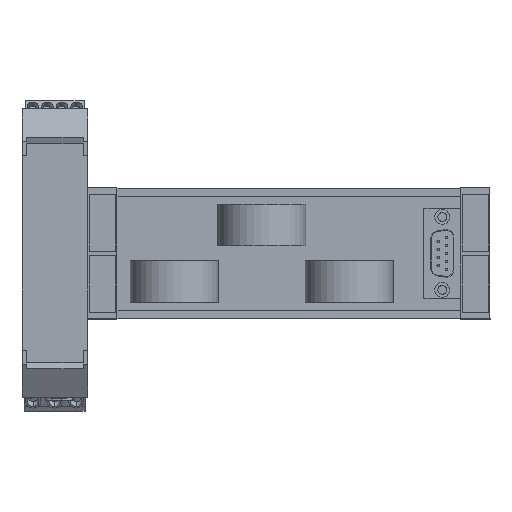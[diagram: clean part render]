
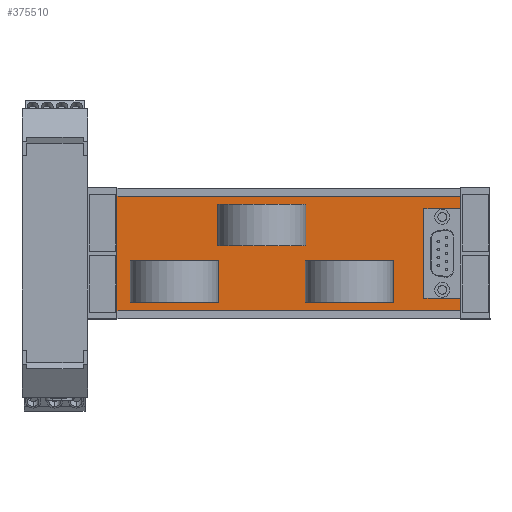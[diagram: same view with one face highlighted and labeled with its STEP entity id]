
A CAD part, top view. The second image highlights one B-rep face of the part: STEP entity #375510.
In plain terms, the highlighted planar face has unit normal (0, 0, 1).
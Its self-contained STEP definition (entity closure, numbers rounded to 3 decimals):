
#285320=CARTESIAN_POINT('',(42.175,128.,23.75));
#285330=VERTEX_POINT('',#285320);
#285360=CARTESIAN_POINT('',(76.168,128.,23.75));
#285370=DIRECTION('',(1.,0.,0.));
#285380=VECTOR('',#285370,1.);
#285390=LINE('',#285360,#285380);
#285400=CARTESIAN_POINT('',(2.825,128.,23.75));
#285410=VERTEX_POINT('',#285400);
#285420=EDGE_CURVE('',#285410,#285330,#285390,.T.);
#329970=CARTESIAN_POINT('',(2.825,10.,
23.75));
#329980=VERTEX_POINT('',#329970);
#330010=CARTESIAN_POINT('',(76.168,10.,
23.75));
#330020=DIRECTION('',(-1.,0.,0.));
#330030=VECTOR('',#330020,1.);
#330040=LINE('',#330010,#330030);
#330050=CARTESIAN_POINT('',(42.175,10.,
23.75));
#330060=VERTEX_POINT('',#330050);
#330070=EDGE_CURVE('',#330060,#329980,#330040,.T.);
#371340=CARTESIAN_POINT('',(42.175,10.,
23.75));
#371350=DIRECTION('',(0.,-1.,0.));
#371360=VECTOR('',#371350,1.);
#371370=LINE('',#371340,#371360);
#371380=EDGE_CURVE('',#285330,#330060,#371370,.T.);
#373690=CARTESIAN_POINT('',(1.707,10.,
23.75));
#373700=DIRECTION('',(0.,0.,-1.));
#373710=DIRECTION('',(-1.,0.,0.));
#373720=AXIS2_PLACEMENT_3D('',#373690,#373700,#373710);
#373730=PLANE('',#373720);
#373740=ORIENTED_EDGE('',*,*,#330070,.F.);
#373750=CARTESIAN_POINT('',(2.825,10.,
23.75));
#373760=DIRECTION('',(0.,1.,0.));
#373770=VECTOR('',#373760,1.);
#373780=LINE('',#373750,#373770);
#373790=EDGE_CURVE('',#329980,#285410,#373780,.T.);
#373800=ORIENTED_EDGE('',*,*,#373790,.F.);
#373810=ORIENTED_EDGE('',*,*,#285420,.F.);
#373820=ORIENTED_EDGE('',*,*,#371380,.F.);
#373830=EDGE_LOOP('',(#373820,#373810,#373800,#373740));
#373840=FACE_OUTER_BOUND('',#373830,.T.);
#373850=CARTESIAN_POINT('',(10.008,121.63,23.75));
#373860=DIRECTION('',(0.,0.,1.));
#373870=DIRECTION('',(1.,0.,0.));
#373880=AXIS2_PLACEMENT_3D('',#373850,#373860,#373870);
#373890=CIRCLE('',#373880,2.55);
#373900=CARTESIAN_POINT('',(12.558,121.63,23.75));
#373910=VERTEX_POINT('',#373900);
#373920=CARTESIAN_POINT('',(7.458,121.63,23.75));
#373930=VERTEX_POINT('',#373920);
#373940=EDGE_CURVE('',#373910,#373930,#373890,.T.);
#373950=ORIENTED_EDGE('',*,*,#373940,.F.);
#373960=EDGE_CURVE('',#373930,#373910,#373890,.T.);
#373970=ORIENTED_EDGE('',*,*,#373960,.F.);
#373980=EDGE_LOOP('',(#373970,#373950));
#373990=FACE_BOUND('',#373980,.T.);
#374000=CARTESIAN_POINT('',(35.008,121.63,23.75));
#374010=DIRECTION('',(0.,0.,1.));
#374020=DIRECTION('',(1.,0.,0.));
#374030=AXIS2_PLACEMENT_3D('',#374000,#374010,#374020);
#374040=CIRCLE('',#374030,2.55);
#374050=CARTESIAN_POINT('',(37.558,121.63,23.75));
#374060=VERTEX_POINT('',#374050);
#374070=CARTESIAN_POINT('',(32.458,121.63,23.75));
#374080=VERTEX_POINT('',#374070);
#374090=EDGE_CURVE('',#374060,#374080,#374040,.T.);
#374100=ORIENTED_EDGE('',*,*,#374090,.F.);
#374110=EDGE_CURVE('',#374080,#374060,#374040,.T.);
#374120=ORIENTED_EDGE('',*,*,#374110,.F.);
#374130=EDGE_LOOP('',(#374120,#374100));
#374140=FACE_BOUND('',#374130,.T.);
#374150=CARTESIAN_POINT('',(32.148,10.,
23.75));
#374160=DIRECTION('',(0.,-1.,0.));
#374170=VECTOR('',#374160,1.);
#374180=LINE('',#374150,#374170);
#374190=CARTESIAN_POINT('',(32.148,126.99,23.75));
#374200=VERTEX_POINT('',#374190);
#374210=CARTESIAN_POINT('',(32.148,116.27,23.75));
#374220=VERTEX_POINT('',#374210);
#374230=EDGE_CURVE('',#374200,#374220,#374180,.T.);
#374240=ORIENTED_EDGE('',*,*,#374230,.T.);
#374250=CARTESIAN_POINT('',(76.168,126.99,23.75));
#374260=DIRECTION('',(1.,0.,0.));
#374270=VECTOR('',#374260,1.);
#374280=LINE('',#374250,#374270);
#374290=CARTESIAN_POINT('',(12.868,126.99,23.75));
#374300=VERTEX_POINT('',#374290);
#374310=EDGE_CURVE('',#374300,#374200,#374280,.T.);
#374320=ORIENTED_EDGE('',*,*,#374310,.T.);
#374330=CARTESIAN_POINT('',(12.868,10.,
23.75));
#374340=DIRECTION('',(0.,1.,0.));
#374350=VECTOR('',#374340,1.);
#374360=LINE('',#374330,#374350);
#374370=CARTESIAN_POINT('',(12.868,116.27,23.75));
#374380=VERTEX_POINT('',#374370);
#374390=EDGE_CURVE('',#374380,#374300,#374360,.T.);
#374400=ORIENTED_EDGE('',*,*,#374390,.T.);
#374410=CARTESIAN_POINT('',(76.168,116.27,23.75));
#374420=DIRECTION('',(-1.,0.,0.));
#374430=VECTOR('',#374420,1.);
#374440=LINE('',#374410,#374430);
#374450=EDGE_CURVE('',#374220,#374380,#374440,.T.);
#374460=ORIENTED_EDGE('',*,*,#374450,.T.);
#374470=EDGE_LOOP('',(#374460,#374400,#374320,#374240));
#374480=FACE_BOUND('',#374470,.T.);
#374490=CARTESIAN_POINT('',(76.168,74.55,23.75));
#374500=DIRECTION('',(1.,0.,0.));
#374510=VECTOR('',#374500,1.);
#374520=LINE('',#374490,#374510);
#374530=CARTESIAN_POINT('',(25.03,74.55,23.75));
#374540=VERTEX_POINT('',#374530);
#374550=CARTESIAN_POINT('',(39.33,74.55,23.75));
#374560=VERTEX_POINT('',#374550);
#374570=EDGE_CURVE('',#374540,#374560,#374520,.T.);
#374580=ORIENTED_EDGE('',*,*,#374570,.F.);
#374590=CARTESIAN_POINT('',(39.33,10.,
23.75));
#374600=DIRECTION('',(0.,-1.,0.));
#374610=VECTOR('',#374600,1.);
#374620=LINE('',#374590,#374610);
#374630=CARTESIAN_POINT('',(39.33,104.75,23.75));
#374640=VERTEX_POINT('',#374630);
#374650=EDGE_CURVE('',#374640,#374560,#374620,.T.);
#374660=ORIENTED_EDGE('',*,*,#374650,.T.);
#374670=CARTESIAN_POINT('',(76.168,104.75,23.75));
#374680=DIRECTION('',(-1.,0.,0.));
#374690=VECTOR('',#374680,1.);
#374700=LINE('',#374670,#374690);
#374710=CARTESIAN_POINT('',(25.03,104.75,23.75));
#374720=VERTEX_POINT('',#374710);
#374730=EDGE_CURVE('',#374640,#374720,#374700,.T.);
#374740=ORIENTED_EDGE('',*,*,#374730,.F.);
#374750=CARTESIAN_POINT('',(25.03,10.,
23.75));
#374760=DIRECTION('',(0.,1.,0.));
#374770=VECTOR('',#374760,1.);
#374780=LINE('',#374750,#374770);
#374790=EDGE_CURVE('',#374540,#374720,#374780,.T.);
#374800=ORIENTED_EDGE('',*,*,#374790,.T.);
#374810=EDGE_LOOP('',(#374800,#374740,#374660,#374580));
#374820=FACE_BOUND('',#374810,.T.);
#374830=CARTESIAN_POINT('',(76.168,14.55,23.75));
#374840=DIRECTION('',(1.,0.,0.));
#374850=VECTOR('',#374840,1.);
#374860=LINE('',#374830,#374850);
#374870=CARTESIAN_POINT('',(25.03,14.55,23.75));
#374880=VERTEX_POINT('',#374870);
#374890=CARTESIAN_POINT('',(39.33,14.55,23.75));
#374900=VERTEX_POINT('',#374890);
#374910=EDGE_CURVE('',#374880,#374900,#374860,.T.);
#374920=ORIENTED_EDGE('',*,*,#374910,.F.);
#374930=CARTESIAN_POINT('',(39.33,10.,
23.75));
#374940=DIRECTION('',(0.,-1.,0.));
#374950=VECTOR('',#374940,1.);
#374960=LINE('',#374930,#374950);
#374970=CARTESIAN_POINT('',(39.33,44.75,23.75));
#374980=VERTEX_POINT('',#374970);
#374990=EDGE_CURVE('',#374980,#374900,#374960,.T.);
#375000=ORIENTED_EDGE('',*,*,#374990,.T.);
#375010=CARTESIAN_POINT('',(76.168,44.75,23.75));
#375020=DIRECTION('',(-1.,0.,0.));
#375030=VECTOR('',#375020,1.);
#375040=LINE('',#375010,#375030);
#375050=CARTESIAN_POINT('',(25.03,44.75,23.75));
#375060=VERTEX_POINT('',#375050);
#375070=EDGE_CURVE('',#374980,#375060,#375040,.T.);
#375080=ORIENTED_EDGE('',*,*,#375070,.F.);
#375090=CARTESIAN_POINT('',(25.03,10.,
23.75));
#375100=DIRECTION('',(0.,1.,0.));
#375110=VECTOR('',#375100,1.);
#375120=LINE('',#375090,#375110);
#375130=EDGE_CURVE('',#374880,#375060,#375120,.T.);
#375140=ORIENTED_EDGE('',*,*,#375130,.T.);
#375150=EDGE_LOOP('',(#375140,#375080,#375000,#374920));
#375160=FACE_BOUND('',#375150,.T.);
#375170=CARTESIAN_POINT('',(76.168,74.75,23.75));
#375180=DIRECTION('',(-1.,0.,0.));
#375190=VECTOR('',#375180,1.);
#375200=LINE('',#375170,#375190);
#375210=CARTESIAN_POINT('',(19.93,74.75,23.75));
#375220=VERTEX_POINT('',#375210);
#375230=CARTESIAN_POINT('',(5.63,74.75,23.75));
#375240=VERTEX_POINT('',#375230);
#375250=EDGE_CURVE('',#375220,#375240,#375200,.T.);
#375260=ORIENTED_EDGE('',*,*,#375250,.F.);
#375270=CARTESIAN_POINT('',(5.63,10.,
23.75));
#375280=DIRECTION('',(0.,1.,0.));
#375290=VECTOR('',#375280,1.);
#375300=LINE('',#375270,#375290);
#375310=CARTESIAN_POINT('',(5.63,44.55,23.75));
#375320=VERTEX_POINT('',#375310);
#375330=EDGE_CURVE('',#375320,#375240,#375300,.T.);
#375340=ORIENTED_EDGE('',*,*,#375330,.T.);
#375350=CARTESIAN_POINT('',(76.168,44.55,23.75));
#375360=DIRECTION('',(1.,0.,0.));
#375370=VECTOR('',#375360,1.);
#375380=LINE('',#375350,#375370);
#375390=CARTESIAN_POINT('',(19.93,44.55,23.75));
#375400=VERTEX_POINT('',#375390);
#375410=EDGE_CURVE('',#375320,#375400,#375380,.T.);
#375420=ORIENTED_EDGE('',*,*,#375410,.F.);
#375430=CARTESIAN_POINT('',(19.93,10.,
23.75));
#375440=DIRECTION('',(0.,-1.,0.));
#375450=VECTOR('',#375440,1.);
#375460=LINE('',#375430,#375450);
#375470=EDGE_CURVE('',#375220,#375400,#375460,.T.);
#375480=ORIENTED_EDGE('',*,*,#375470,.T.);
#375490=EDGE_LOOP('',(#375480,#375420,#375340,#375260));
#375500=FACE_BOUND('',#375490,.T.);
#375510=ADVANCED_FACE('',(#373840,#373990,#374140,#374480,#374820,
#375160,#375500),#373730,.F.);
